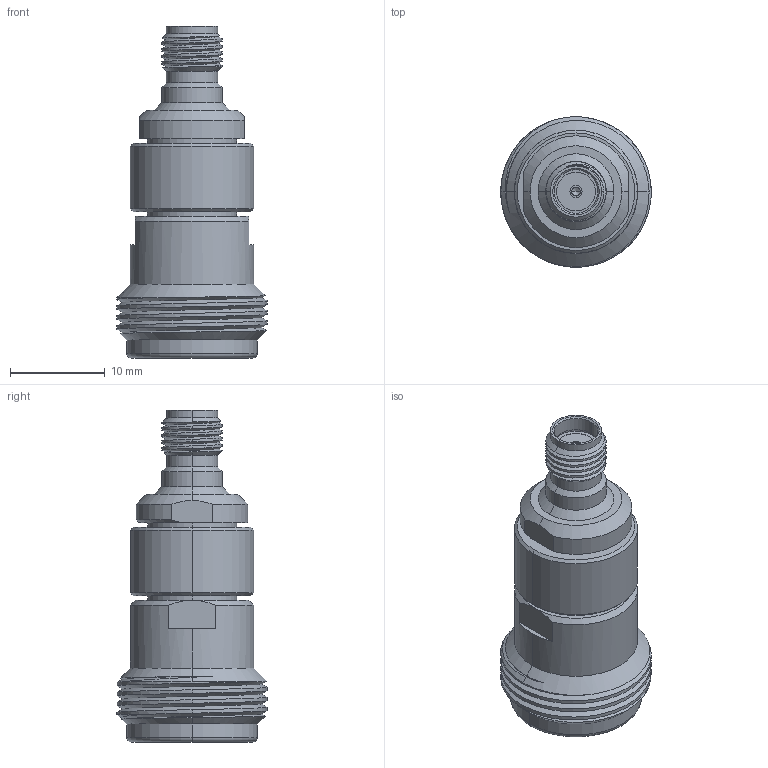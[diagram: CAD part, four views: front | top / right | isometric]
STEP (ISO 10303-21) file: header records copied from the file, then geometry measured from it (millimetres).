
FILE_DESCRIPTION (( 'STEP AP203' ), '1' );
FILE_NAME ('CT-NFSF-LN1.STEP', '2020-09-19T00:38:25', ( '' ), ( '' ), 'SwSTEP 2.0', 'SolidWorks 2020', '' );
FILE_SCHEMA (( 'CONFIG_CONTROL_DESIGN' ));
Length unit declared in the file: inch
Products named in the file (5): N-SMA-KK.STEP; CT-NFSF-LN1; 6.604.F.001.STEP; 8.034.F.004.STEP; 8.034.D.031.STEP
Assembly tree (4 placements, depth 4):
  CT-NFSF-LN1
    N-SMA-KK.STEP
      6.604.F.001.STEP
        8.034.F.004.STEP
      8.034.D.031.STEP
Bounding box: 15.88 x 15.85 x 35.04 mm (x, y, z)
Volume: 3557.4 mm3; surface area: 2482.6 mm2
Topology: 3 solids, 3 shells, 118 faces, 269 edges, 166 vertices
Faces by surface type: cylinder 56, cone 31, plane 23, bspline 4, torus 4
Entity records: 5972 total; most frequent: CARTESIAN_POINT 2889, DIRECTION 556, ORIENTED_EDGE 530, EDGE_CURVE 265, AXIS2_PLACEMENT_3D 232, VERTEX_POINT 166, EDGE_LOOP 131, FACE_OUTER_BOUND 118
